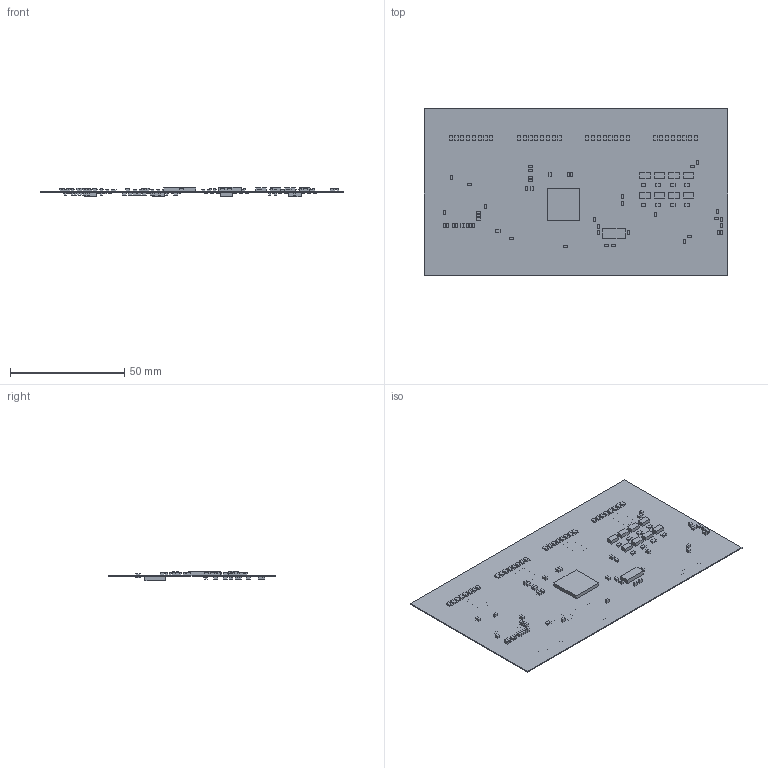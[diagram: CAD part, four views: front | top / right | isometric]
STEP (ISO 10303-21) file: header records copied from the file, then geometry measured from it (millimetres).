
FILE_DESCRIPTION(('Open CASCADE Model'),'2;1');
FILE_NAME('Open CASCADE Shape Model','2014-03-16T16:57:17',('Author'),( 'Open CASCADE'),'Open CASCADE STEP processor 6.2','Open CASCADE 6.2' ,'Unknown');
FILE_SCHEMA(('AUTOMOTIVE_DESIGN { 1 0 10303 214 1 1 1 1 }'));
Length unit declared in the file: millimetre
Products named in the file (175): PCB; Board; C1; 480652384; Extruded; C2; 480652000; C3; C4; C5; C6; C7; C8; C9; C10; C11; C12; C13; C15; C16; C18; C19; C20; C21; C22; C23; C24; C25; C26; 480652896; L1; L2; L3; L4; Q1; 480652640; Q2; Q3; Q4; Q5 ...
Assembly tree (323 placements, depth 4):
  PCB
    Board
    C1
      480652384
        Extruded
    C2
      480652000
        Extruded
    C3
      480652384
        Extruded
    C4
      480652000
        Extruded
    C5
      480652384
        Extruded
    C6
      480652384
        Extruded
    C7
      480652384
        Extruded
    C8
      480652384
        Extruded
    C9
      480652000
        Extruded
    C10
      480652000
        Extruded
    C11
      480652000
        Extruded
    C12
      480652384
        Extruded
    C13
      480652384
        Extruded
    C15
      480652000
        Extruded
    C16
      480652384
        Extruded
    C18
      480652000
        Extruded
    C19
      480652000
        Extruded
    C20
      480652000
        Extruded
    C21
      480652000
        Extruded
    C22
Bounding box: 132.72 x 72.64 x 4.3 mm (x, y, z)
Volume: 5012.4 mm3; surface area: 22585.5 mm2
Topology: 158 solids, 158 shells, 948 faces, 1896 edges, 1264 vertices
Faces by surface type: plane 948
Entity records: 7186 total; most frequent: DIRECTION 1080, CARTESIAN_POINT 774, PRODUCT_DEFINITION_SHAPE 498, AXIS2_PLACEMENT_3D 378, LINE 324, VECTOR 324, CONTEXT_DEPENDENT_SHAPE_REPRESENTATION 323, ITEM_DEFINED_TRANSFORMATION 323
